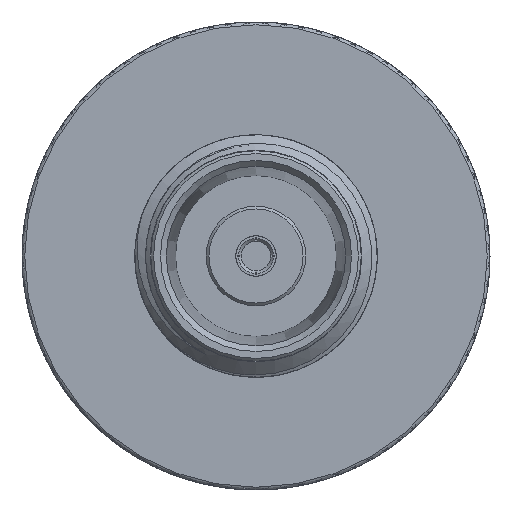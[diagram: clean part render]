
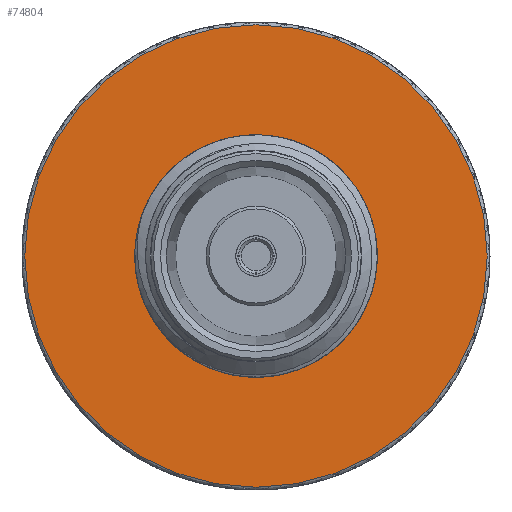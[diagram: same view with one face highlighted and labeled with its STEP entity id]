
A CAD part, left-side view. The second image highlights one B-rep face of the part: STEP entity #74804.
In plain terms, the highlighted planar face has unit normal (-1, 0, 0).
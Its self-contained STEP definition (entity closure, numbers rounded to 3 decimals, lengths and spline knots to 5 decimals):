
#5210 = EDGE_CURVE ( 'NONE', #67769, #67769, #14234, .T. ) ;
#14234 = CIRCLE ( 'NONE', #137236, 0.41762 ) ;
#14361 = FACE_BOUND ( 'NONE', #55359, .T. ) ;
#17309 = EDGE_LOOP ( 'NONE', ( #74279 ) ) ;
#21605 = DIRECTION ( 'NONE',  ( 0., -1., 0. ) ) ;
#27569 = AXIS2_PLACEMENT_3D ( 'NONE', #54762, #126285, #71174 ) ;
#41886 = FACE_OUTER_BOUND ( 'NONE', #17309, .T. ) ;
#49197 = DIRECTION ( 'NONE',  ( -1., 0., 0. ) ) ;
#54762 = CARTESIAN_POINT ( 'NONE',  ( 1.29449, 0.01335, 0.01727 ) ) ;
#55359 = EDGE_LOOP ( 'NONE', ( #176872 ) ) ;
#56749 = VERTEX_POINT ( 'NONE', #153185 ) ;
#64040 = CIRCLE ( 'NONE', #128544, 0.19 ) ;
#67769 = VERTEX_POINT ( 'NONE', #91664 ) ;
#71174 = DIRECTION ( 'NONE',  ( 0., -1., 0. ) ) ;
#74279 = ORIENTED_EDGE ( 'NONE', *, *, #5210, .T. ) ;
#74804 = ADVANCED_FACE ( 'NONE', ( #14361, #41886 ), #170385, .T. ) ;
#83606 = CARTESIAN_POINT ( 'NONE',  ( 1.29449, 0., 0. ) ) ;
#84510 = DIRECTION ( 'NONE',  ( 0., -1., 0. ) ) ;
#91664 = CARTESIAN_POINT ( 'NONE',  ( 1.29449, -0.41762, 0. ) ) ;
#126285 = DIRECTION ( 'NONE',  ( -1., 0., 0. ) ) ;
#128544 = AXIS2_PLACEMENT_3D ( 'NONE', #83606, #138779, #84510 ) ;
#129057 = EDGE_CURVE ( 'NONE', #56749, #56749, #64040, .T. ) ;
#137236 = AXIS2_PLACEMENT_3D ( 'NONE', #174967, #49197, #21605 ) ;
#138779 = DIRECTION ( 'NONE',  ( -1., 0., 0. ) ) ;
#153185 = CARTESIAN_POINT ( 'NONE',  ( 1.29449, -0.19, 0. ) ) ;
#170385 = PLANE ( 'NONE',  #27569 ) ;
#174967 = CARTESIAN_POINT ( 'NONE',  ( 1.29449, 0., 0. ) ) ;
#176872 = ORIENTED_EDGE ( 'NONE', *, *, #129057, .F. ) ;
